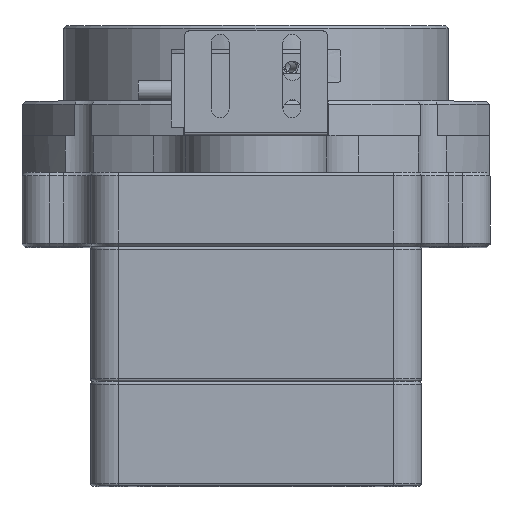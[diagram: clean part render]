
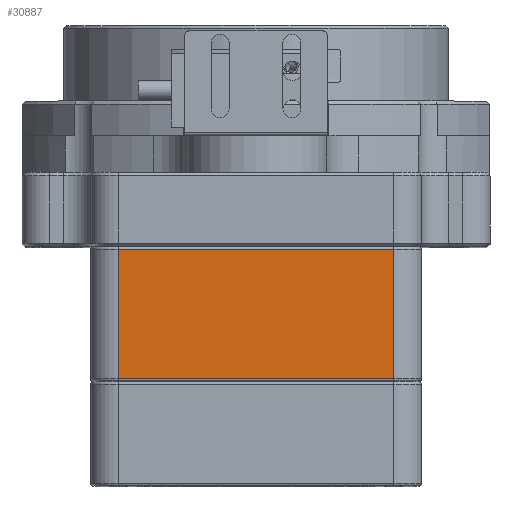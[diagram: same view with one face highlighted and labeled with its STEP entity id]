
A CAD part, top view. The second image highlights one B-rep face of the part: STEP entity #30887.
In plain terms, the highlighted planar face has unit normal (0, 0, 1).
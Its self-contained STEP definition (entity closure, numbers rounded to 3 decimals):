
#721 = CARTESIAN_POINT ( 'NONE',  ( -25., -24., 73. ) ) ;
#6501 = VERTEX_POINT ( 'NONE', #22163 ) ;
#12813 = VERTEX_POINT ( 'NONE', #18834 ) ;
#16251 = DIRECTION ( 'NONE',  ( -1., 0., 0. ) ) ;
#16282 = CARTESIAN_POINT ( 'NONE',  ( -25., -0.5, 73. ) ) ;
#16289 = LINE ( 'NONE', #16282, #31938 ) ;
#16668 = VECTOR ( 'NONE', #33698, 1000. ) ;
#17815 = EDGE_CURVE ( 'NONE', #6501, #12813, #16289, .T. ) ;
#18834 = CARTESIAN_POINT ( 'NONE',  ( -25., -0.5, 73. ) ) ;
#18840 = EDGE_LOOP ( 'NONE', ( #23140, #23212, #23338, #23342 ) ) ;
#19050 = VERTEX_POINT ( 'NONE', #721 ) ;
#19302 = VECTOR ( 'NONE', #27541, 1000. ) ;
#19604 = CARTESIAN_POINT ( 'NONE',  ( 25., -24., 73. ) ) ;
#22163 = CARTESIAN_POINT ( 'NONE',  ( 25., -0.5, 73. ) ) ;
#23140 = ORIENTED_EDGE ( 'NONE', *, *, #30008, .T. ) ;
#23212 = ORIENTED_EDGE ( 'NONE', *, *, #17815, .T. ) ;
#23338 = ORIENTED_EDGE ( 'NONE', *, *, #32942, .T. ) ;
#23342 = ORIENTED_EDGE ( 'NONE', *, *, #26821, .T. ) ;
#23466 = VECTOR ( 'NONE', #33626, 1000. ) ;
#25119 = DIRECTION ( 'NONE',  ( -1., 0., 0. ) ) ;
#25159 = DIRECTION ( 'NONE',  ( 0., 0., 1. ) ) ;
#25165 = CARTESIAN_POINT ( 'NONE',  ( 30., 0., 73. ) ) ;
#25203 = PLANE ( 'NONE',  #32235 ) ;
#25205 = FACE_OUTER_BOUND ( 'NONE', #18840, .T. ) ;
#26821 = EDGE_CURVE ( 'NONE', #19050, #27582, #27579, .T. ) ;
#27541 = DIRECTION ( 'NONE',  ( 1., 0., 0. ) ) ;
#27568 = CARTESIAN_POINT ( 'NONE',  ( 30., -24., 73. ) ) ;
#27579 = LINE ( 'NONE', #27568, #19302 ) ;
#27582 = VERTEX_POINT ( 'NONE', #19604 ) ;
#30008 = EDGE_CURVE ( 'NONE', #27582, #6501, #33708, .T. ) ;
#30887 = ADVANCED_FACE ( 'NONE', ( #25205 ), #25203, .T. ) ;
#31938 = VECTOR ( 'NONE', #16251, 1000. ) ;
#32235 = AXIS2_PLACEMENT_3D ( 'NONE', #25165, #25159, #25119 ) ;
#32942 = EDGE_CURVE ( 'NONE', #12813, #19050, #33663, .T. ) ;
#33626 = DIRECTION ( 'NONE',  ( 0., -1., 0. ) ) ;
#33661 = CARTESIAN_POINT ( 'NONE',  ( -25., 0., 73. ) ) ;
#33663 = LINE ( 'NONE', #33661, #23466 ) ;
#33698 = DIRECTION ( 'NONE',  ( 0., 1., 0. ) ) ;
#33704 = CARTESIAN_POINT ( 'NONE',  ( 25., 0., 73. ) ) ;
#33708 = LINE ( 'NONE', #33704, #16668 ) ;
